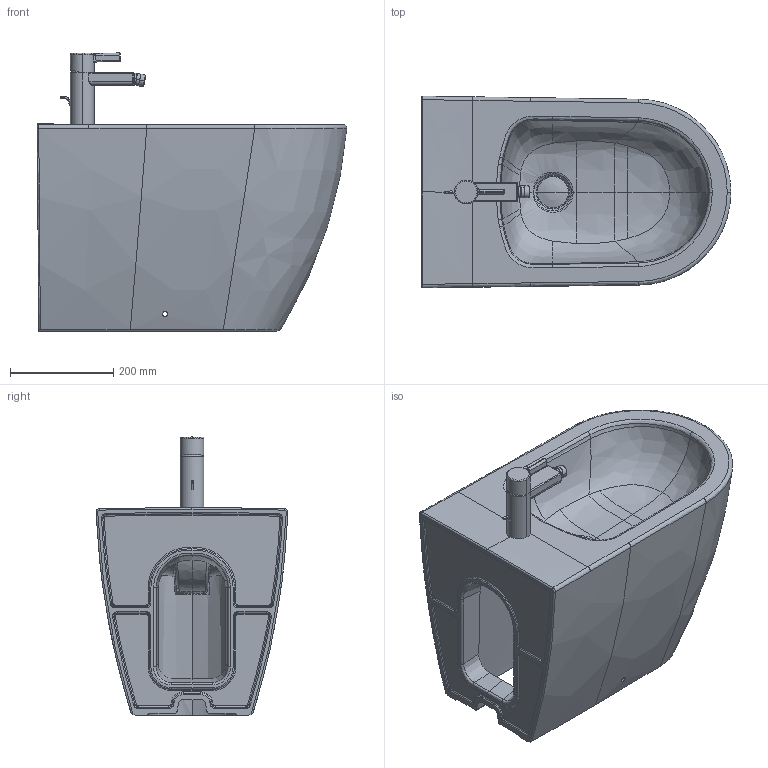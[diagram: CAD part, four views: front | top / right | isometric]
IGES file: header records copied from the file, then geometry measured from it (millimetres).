
Global section: file name: No Iges File Name specified; native system: Autodesk Inventor 2011; preprocessor: AutoDesk Inventor Iges Exporter R2011; author: Administrator; date: 20150609.104639; units: millimetre
Bounding box: 599.76 x 371.38 x 538.82 mm (x, y, z)
Volume: 37826790.9 mm3; surface area: 1408679.6 mm2
Topology: 8 solids, 8 shells, 469 faces, 1190 edges, 732 vertices
Faces by surface type: bspline 240, plane 74, cylinder 68, revolution 57, torus 18, sphere 8, cone 4
